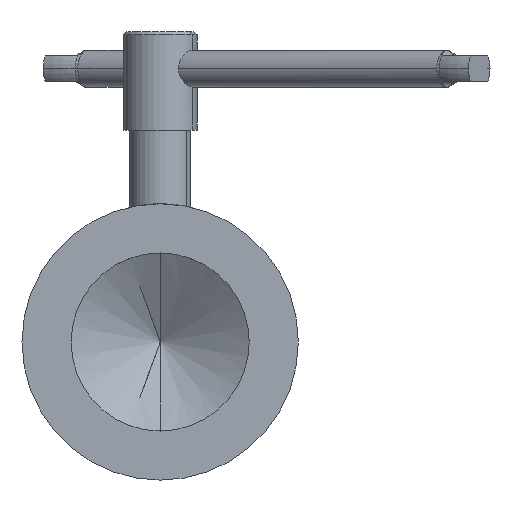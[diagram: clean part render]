
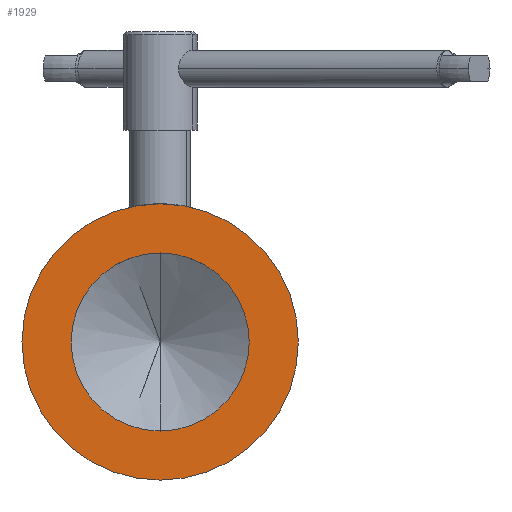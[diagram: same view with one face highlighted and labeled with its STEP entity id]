
A CAD part, front view. The second image highlights one B-rep face of the part: STEP entity #1929.
In plain terms, the highlighted planar face has unit normal (0, -1, 0).
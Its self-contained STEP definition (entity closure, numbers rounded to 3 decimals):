
#24 = FACE_BOUND ( 'NONE', #2837, .T. ) ;
#170 = EDGE_CURVE ( 'NONE', #2667, #1652, #3138, .T. ) ;
#249 = CARTESIAN_POINT ( 'NONE',  ( 0., 0., 0. ) ) ;
#503 = EDGE_CURVE ( 'NONE', #972, #713, #1213, .T. ) ;
#635 = CARTESIAN_POINT ( 'NONE',  ( 0., 0., 14.5 ) ) ;
#694 = ORIENTED_EDGE ( 'NONE', *, *, #503, .T. ) ;
#713 = VERTEX_POINT ( 'NONE', #756 ) ;
#756 = CARTESIAN_POINT ( 'NONE',  ( 0., 0., -22.5 ) ) ;
#790 = AXIS2_PLACEMENT_3D ( 'NONE', #2645, #1049, #1326 ) ;
#791 = CARTESIAN_POINT ( 'NONE',  ( 0., 0., 22.5 ) ) ;
#815 = ORIENTED_EDGE ( 'NONE', *, *, #170, .F. ) ;
#850 = EDGE_LOOP ( 'NONE', ( #3078, #694 ) ) ;
#851 = PLANE ( 'NONE',  #1681 ) ;
#933 = ORIENTED_EDGE ( 'NONE', *, *, #2829, .F. ) ;
#972 = VERTEX_POINT ( 'NONE', #791 ) ;
#1049 = DIRECTION ( 'NONE',  ( 0., -1., 0. ) ) ;
#1122 = CARTESIAN_POINT ( 'NONE',  ( 0., 0., 0. ) ) ;
#1213 = CIRCLE ( 'NONE', #2524, 22.5 ) ;
#1233 = CARTESIAN_POINT ( 'NONE',  ( 0., 0., -14.5 ) ) ;
#1326 = DIRECTION ( 'NONE',  ( 0., 0., -1. ) ) ;
#1345 = DIRECTION ( 'NONE',  ( 0., -1., 0. ) ) ;
#1350 = CARTESIAN_POINT ( 'NONE',  ( 22.5, 0., 0. ) ) ;
#1369 = CIRCLE ( 'NONE', #1788, 22.5 ) ;
#1373 = DIRECTION ( 'NONE',  ( 0., -1., 0. ) ) ;
#1380 = DIRECTION ( 'NONE',  ( 0., -1., 0. ) ) ;
#1605 = DIRECTION ( 'NONE',  ( 0., 0., -1. ) ) ;
#1620 = FACE_OUTER_BOUND ( 'NONE', #850, .T. ) ;
#1652 = VERTEX_POINT ( 'NONE', #635 ) ;
#1681 = AXIS2_PLACEMENT_3D ( 'NONE', #1350, #1373, #2189 ) ;
#1788 = AXIS2_PLACEMENT_3D ( 'NONE', #3463, #1345, #1605 ) ;
#1892 = DIRECTION ( 'NONE',  ( 0., 0., -1. ) ) ;
#1929 = ADVANCED_FACE ( 'NONE', ( #24, #1620 ), #851, .T. ) ;
#1946 = AXIS2_PLACEMENT_3D ( 'NONE', #1122, #1380, #1892 ) ;
#2189 = DIRECTION ( 'NONE',  ( 0., 0., -1. ) ) ;
#2426 = DIRECTION ( 'NONE',  ( 0., -1., 0. ) ) ;
#2524 = AXIS2_PLACEMENT_3D ( 'NONE', #249, #2426, #3127 ) ;
#2534 = CIRCLE ( 'NONE', #790, 14.5 ) ;
#2541 = EDGE_CURVE ( 'NONE', #713, #972, #1369, .T. ) ;
#2645 = CARTESIAN_POINT ( 'NONE',  ( 0., 0., 0. ) ) ;
#2667 = VERTEX_POINT ( 'NONE', #1233 ) ;
#2829 = EDGE_CURVE ( 'NONE', #1652, #2667, #2534, .T. ) ;
#2837 = EDGE_LOOP ( 'NONE', ( #815, #933 ) ) ;
#3078 = ORIENTED_EDGE ( 'NONE', *, *, #2541, .T. ) ;
#3127 = DIRECTION ( 'NONE',  ( 0., 0., -1. ) ) ;
#3138 = CIRCLE ( 'NONE', #1946, 14.5 ) ;
#3463 = CARTESIAN_POINT ( 'NONE',  ( 0., 0., 0. ) ) ;
